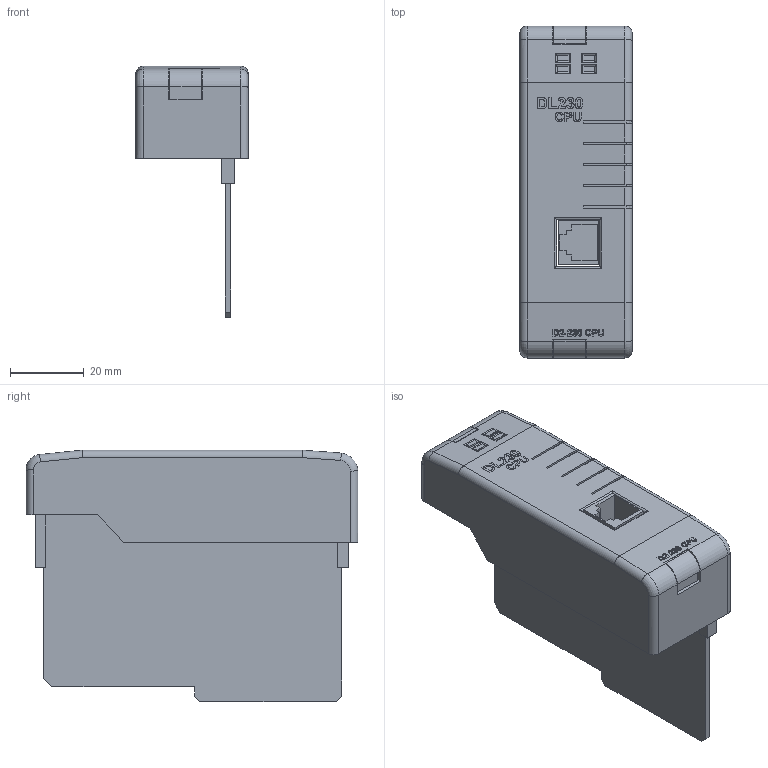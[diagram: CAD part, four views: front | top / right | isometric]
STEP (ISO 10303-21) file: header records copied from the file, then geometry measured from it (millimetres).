
FILE_DESCRIPTION (( 'STEP AP214' ), '1' );
FILE_NAME ('D2-230.STEP', '2011-04-04T12:49:39', ( ' ' ), ( ' ' ), 'SwSTEP 2.0', 'SolidWorks 2009', '' );
FILE_SCHEMA (( 'AUTOMOTIVE_DESIGN' ));
Length unit declared in the file: millimetre
Products named in the file (1): D2-230
Bounding box: 30.5 x 90 x 68.21 mm (x, y, z)
Volume: 20470.6 mm3; surface area: 30379.3 mm2
Topology: 6 solids, 6 shells, 563 faces, 1565 edges, 1032 vertices
Faces by surface type: plane 329, bspline 145, cylinder 80, torus 9
Entity records: 31007 total; most frequent: CARTESIAN_POINT 11554, ORIENTED_EDGE 3130, DIRECTION 2162, EDGE_CURVE 1565, VECTOR 1106, LINE 1106, VERTEX_POINT 1032, EDGE_LOOP 597
